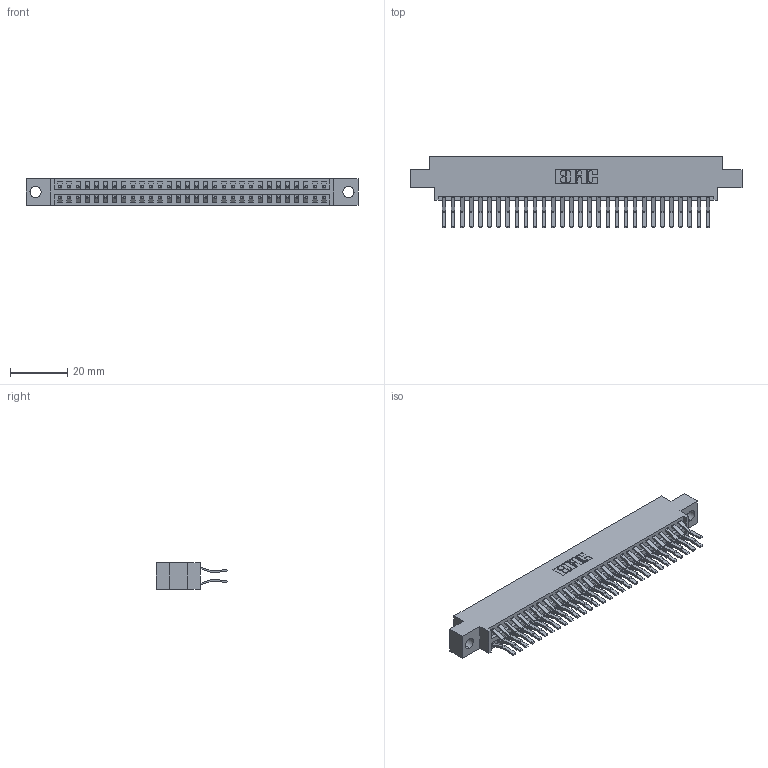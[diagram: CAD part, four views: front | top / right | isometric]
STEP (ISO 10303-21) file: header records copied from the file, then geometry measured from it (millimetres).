
FILE_DESCRIPTION (( 'STEP AP203' ), '1' );
FILE_NAME ('346-060-560-804.STEP', '2022-05-24T13:03:08', ( '' ), ( '' ), 'SwSTEP 2.0', 'SolidWorks 2020', '' );
FILE_SCHEMA (( 'CONFIG_CONTROL_DESIGN' ));
Length unit declared in the file: inch
Products named in the file (3): 346-060-560-804; 346 Part_0.170 Offset - 0.156 Dia-TH; 345-292-001_560 Tail
Assembly tree (61 placements, depth 2):
  346-060-560-804
    346 Part_0.170 Offset - 0.156 Dia-TH
    345-292-001_560 Tail  x60
Bounding box: 115.82 x 24.78 x 9.4 mm (x, y, z)
Volume: 11333.8 mm3; surface area: 16467.2 mm2
Topology: 61 solids, 61 shells, 3380 faces, 10037 edges, 6610 vertices
Faces by surface type: plane 2194, cylinder 1186
Entity records: 21833 total; most frequent: CARTESIAN_POINT 3622, ORIENTED_EDGE 3554, DIRECTION 3245, EDGE_CURVE 1777, VECTOR 1521, LINE 1521, VERTEX_POINT 1182, AXIS2_PLACEMENT_3D 862
